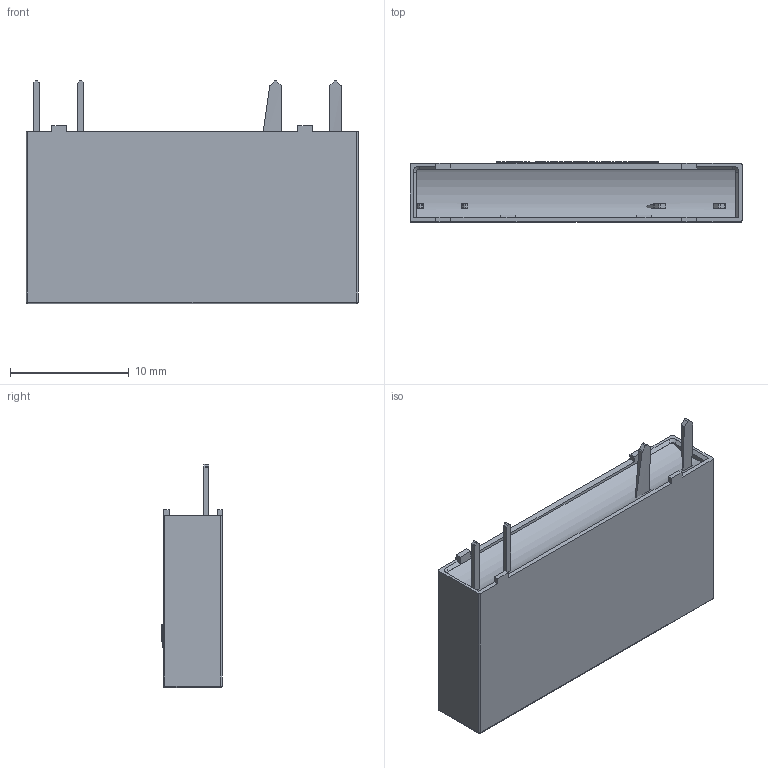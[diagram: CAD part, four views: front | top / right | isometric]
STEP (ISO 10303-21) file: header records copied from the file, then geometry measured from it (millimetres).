
FILE_DESCRIPTION (( 'STEP AP214' ), '1' );
FILE_NAME ('104901.STEP', '2016-12-08T00:54:43', ( '' ), ( '' ), 'SwSTEP 2.0', 'SolidWorks 2015', '' );
FILE_SCHEMA (( 'AUTOMOTIVE_DESIGN' ));
Length unit declared in the file: inch
Products named in the file (1): 104901
Bounding box: 27.94 x 5.08 x 18.77 mm (x, y, z)
Surface area: 2163.1 mm2 (no closed solid volume)
Topology: 0 solids, 11 shells, 147 faces, 478 edges, 335 vertices
Faces by surface type: plane 95, bspline 25, cylinder 23, sphere 4
Entity records: 7526 total; most frequent: CARTESIAN_POINT 1728, ORIENTED_EDGE 779, DIRECTION 677, EDGE_CURVE 474, VECTOR 341, LINE 341, VERTEX_POINT 335, AXIS2_PLACEMENT_3D 168
